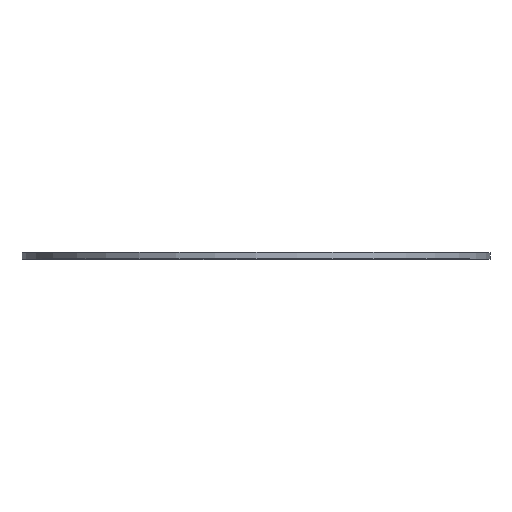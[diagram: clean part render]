
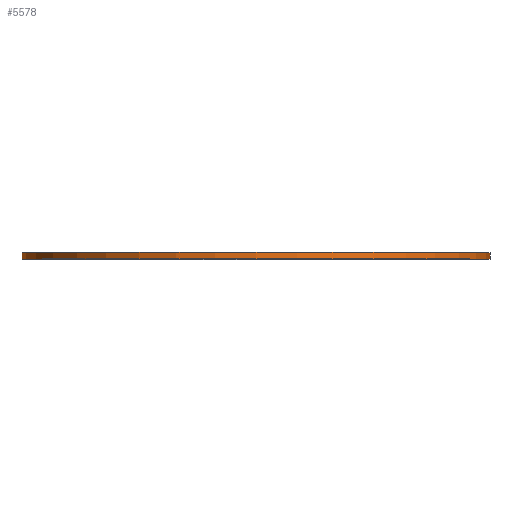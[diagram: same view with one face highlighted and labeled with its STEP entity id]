
A CAD part, top view. The second image highlights one B-rep face of the part: STEP entity #5578.
In plain terms, the highlighted cylindrical face has radius 74 mm (diameter 148 mm), a full revolution.
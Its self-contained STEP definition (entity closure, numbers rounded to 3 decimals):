
#534=FACE_OUTER_BOUND('',#802,.T.);
#802=EDGE_LOOP('',(#4631,#4632,#4633,#4634));
#1442=LINE('',#9378,#1948);
#1948=VECTOR('',#7776,74.);
#2239=CIRCLE('',#6151,74.);
#2240=CIRCLE('',#6152,74.);
#2771=VERTEX_POINT('',#9375);
#2772=VERTEX_POINT('',#9377);
#3568=EDGE_CURVE('',#2771,#2771,#2239,.T.);
#3569=EDGE_CURVE('',#2771,#2772,#1442,.T.);
#3570=EDGE_CURVE('',#2772,#2772,#2240,.T.);
#4631=ORIENTED_EDGE('',*,*,#3568,.F.);
#4632=ORIENTED_EDGE('',*,*,#3569,.T.);
#4633=ORIENTED_EDGE('',*,*,#3570,.T.);
#4634=ORIENTED_EDGE('',*,*,#3569,.F.);
#5312=CYLINDRICAL_SURFACE('',#6150,74.);
#5578=ADVANCED_FACE('',(#534),#5312,.T.);
#6150=AXIS2_PLACEMENT_3D('',#9374,#7772,#7773);
#6151=AXIS2_PLACEMENT_3D('',#9376,#7774,#7775);
#6152=AXIS2_PLACEMENT_3D('',#9379,#7777,#7778);
#7772=DIRECTION('center_axis',(0.,1.,0.));
#7773=DIRECTION('ref_axis',(1.,0.,0.));
#7774=DIRECTION('center_axis',(0.,1.,0.));
#7775=DIRECTION('ref_axis',(1.,0.,0.));
#7776=DIRECTION('',(0.,-1.,0.));
#7777=DIRECTION('center_axis',(0.,1.,0.));
#7778=DIRECTION('ref_axis',(1.,0.,0.));
#9374=CARTESIAN_POINT('Origin',(0.,0.,0.));
#9375=CARTESIAN_POINT('',(-74.,2.,0.));
#9376=CARTESIAN_POINT('Origin',(0.,2.,0.));
#9377=CARTESIAN_POINT('',(-74.,0.,0.));
#9378=CARTESIAN_POINT('',(-74.,0.,0.));
#9379=CARTESIAN_POINT('Origin',(0.,0.,0.));
